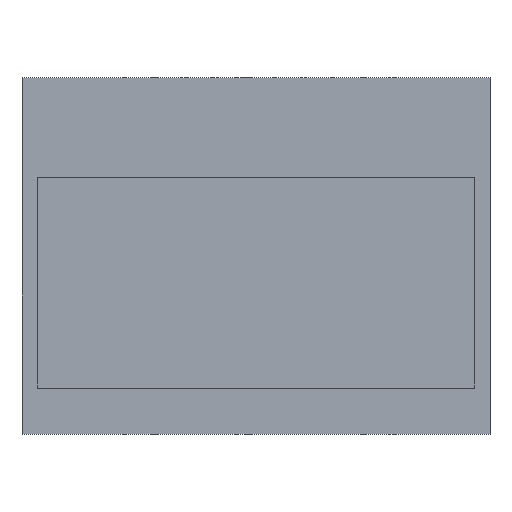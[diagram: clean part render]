
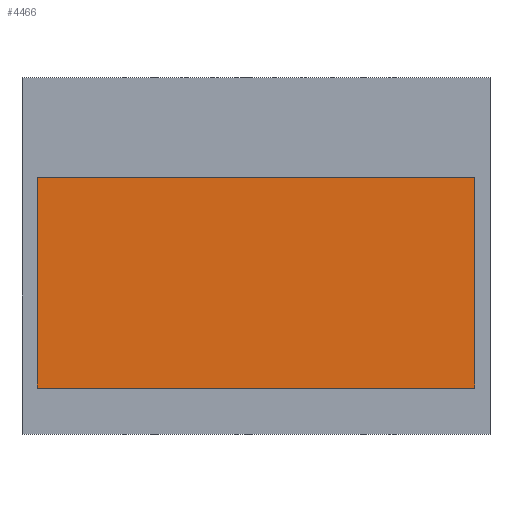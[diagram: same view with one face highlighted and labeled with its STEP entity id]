
A CAD part, top view. The second image highlights one B-rep face of the part: STEP entity #4466.
In plain terms, the highlighted planar face has unit normal (0, 0, 1).
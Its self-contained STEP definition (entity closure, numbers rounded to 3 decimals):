
#4152 = VERTEX_POINT('',#4153);
#4153 = CARTESIAN_POINT('',(-18.7,3.95,1.4));
#4160 = PLANE('',#4161);
#4161 = AXIS2_PLACEMENT_3D('',#4162,#4163,#4164);
#4162 = CARTESIAN_POINT('',(-18.7,3.95,0.7));
#4163 = DIRECTION('',(1.,0.,0.));
#4164 = DIRECTION('',(0.,0.,1.));
#4172 = PLANE('',#4173);
#4173 = AXIS2_PLACEMENT_3D('',#4174,#4175,#4176);
#4174 = CARTESIAN_POINT('',(-18.7,3.95,0.7));
#4175 = DIRECTION('',(0.,1.,0.));
#4176 = DIRECTION('',(0.,0.,1.));
#4213 = VERTEX_POINT('',#4214);
#4214 = CARTESIAN_POINT('',(-18.7,21.95,1.4));
#4228 = PLANE('',#4229);
#4229 = AXIS2_PLACEMENT_3D('',#4230,#4231,#4232);
#4230 = CARTESIAN_POINT('',(-18.7,21.95,0.7));
#4231 = DIRECTION('',(0.,1.,0.));
#4232 = DIRECTION('',(0.,0.,1.));
#4240 = EDGE_CURVE('',#4152,#4213,#4241,.T.);
#4241 = SURFACE_CURVE('',#4242,(#4246,#4253),.PCURVE_S1.);
#4242 = LINE('',#4243,#4244);
#4243 = CARTESIAN_POINT('',(-18.7,3.95,1.4));
#4244 = VECTOR('',#4245,1.);
#4245 = DIRECTION('',(0.,1.,0.));
#4246 = PCURVE('',#4160,#4247);
#4247 = DEFINITIONAL_REPRESENTATION('',(#4248),#4252);
#4248 = LINE('',#4249,#4250);
#4249 = CARTESIAN_POINT('',(0.7,0.));
#4250 = VECTOR('',#4251,1.);
#4251 = DIRECTION('',(0.,-1.));
#4252 = ( GEOMETRIC_REPRESENTATION_CONTEXT(2) 
PARAMETRIC_REPRESENTATION_CONTEXT() REPRESENTATION_CONTEXT('2D SPACE',''
  ) );
#4253 = PCURVE('',#4254,#4259);
#4254 = PLANE('',#4255);
#4255 = AXIS2_PLACEMENT_3D('',#4256,#4257,#4258);
#4256 = CARTESIAN_POINT('',(-18.7,3.95,1.4));
#4257 = DIRECTION('',(0.,0.,1.));
#4258 = DIRECTION('',(1.,0.,0.));
#4259 = DEFINITIONAL_REPRESENTATION('',(#4260),#4264);
#4260 = LINE('',#4261,#4262);
#4261 = CARTESIAN_POINT('',(0.,0.));
#4262 = VECTOR('',#4263,1.);
#4263 = DIRECTION('',(0.,1.));
#4264 = ( GEOMETRIC_REPRESENTATION_CONTEXT(2) 
PARAMETRIC_REPRESENTATION_CONTEXT() REPRESENTATION_CONTEXT('2D SPACE',''
  ) );
#4272 = VERTEX_POINT('',#4273);
#4273 = CARTESIAN_POINT('',(18.7,3.95,1.4));
#4280 = PLANE('',#4281);
#4281 = AXIS2_PLACEMENT_3D('',#4282,#4283,#4284);
#4282 = CARTESIAN_POINT('',(18.7,3.95,0.7));
#4283 = DIRECTION('',(1.,0.,0.));
#4284 = DIRECTION('',(0.,0.,1.));
#4323 = VERTEX_POINT('',#4324);
#4324 = CARTESIAN_POINT('',(18.7,21.95,1.4));
#4345 = EDGE_CURVE('',#4272,#4323,#4346,.T.);
#4346 = SURFACE_CURVE('',#4347,(#4351,#4358),.PCURVE_S1.);
#4347 = LINE('',#4348,#4349);
#4348 = CARTESIAN_POINT('',(18.7,3.95,1.4));
#4349 = VECTOR('',#4350,1.);
#4350 = DIRECTION('',(0.,1.,0.));
#4351 = PCURVE('',#4280,#4352);
#4352 = DEFINITIONAL_REPRESENTATION('',(#4353),#4357);
#4353 = LINE('',#4354,#4355);
#4354 = CARTESIAN_POINT('',(0.7,0.));
#4355 = VECTOR('',#4356,1.);
#4356 = DIRECTION('',(0.,-1.));
#4357 = ( GEOMETRIC_REPRESENTATION_CONTEXT(2) 
PARAMETRIC_REPRESENTATION_CONTEXT() REPRESENTATION_CONTEXT('2D SPACE',''
  ) );
#4358 = PCURVE('',#4254,#4359);
#4359 = DEFINITIONAL_REPRESENTATION('',(#4360),#4364);
#4360 = LINE('',#4361,#4362);
#4361 = CARTESIAN_POINT('',(37.4,0.));
#4362 = VECTOR('',#4363,1.);
#4363 = DIRECTION('',(0.,1.));
#4364 = ( GEOMETRIC_REPRESENTATION_CONTEXT(2) 
PARAMETRIC_REPRESENTATION_CONTEXT() REPRESENTATION_CONTEXT('2D SPACE',''
  ) );
#4391 = EDGE_CURVE('',#4152,#4272,#4392,.T.);
#4392 = SURFACE_CURVE('',#4393,(#4397,#4404),.PCURVE_S1.);
#4393 = LINE('',#4394,#4395);
#4394 = CARTESIAN_POINT('',(-18.7,3.95,1.4));
#4395 = VECTOR('',#4396,1.);
#4396 = DIRECTION('',(1.,0.,0.));
#4397 = PCURVE('',#4172,#4398);
#4398 = DEFINITIONAL_REPRESENTATION('',(#4399),#4403);
#4399 = LINE('',#4400,#4401);
#4400 = CARTESIAN_POINT('',(0.7,0.));
#4401 = VECTOR('',#4402,1.);
#4402 = DIRECTION('',(0.,1.));
#4403 = ( GEOMETRIC_REPRESENTATION_CONTEXT(2) 
PARAMETRIC_REPRESENTATION_CONTEXT() REPRESENTATION_CONTEXT('2D SPACE',''
  ) );
#4404 = PCURVE('',#4254,#4405);
#4405 = DEFINITIONAL_REPRESENTATION('',(#4406),#4410);
#4406 = LINE('',#4407,#4408);
#4407 = CARTESIAN_POINT('',(0.,0.));
#4408 = VECTOR('',#4409,1.);
#4409 = DIRECTION('',(1.,0.));
#4410 = ( GEOMETRIC_REPRESENTATION_CONTEXT(2) 
PARAMETRIC_REPRESENTATION_CONTEXT() REPRESENTATION_CONTEXT('2D SPACE',''
  ) );
#4438 = EDGE_CURVE('',#4213,#4323,#4439,.T.);
#4439 = SURFACE_CURVE('',#4440,(#4444,#4451),.PCURVE_S1.);
#4440 = LINE('',#4441,#4442);
#4441 = CARTESIAN_POINT('',(-18.7,21.95,1.4));
#4442 = VECTOR('',#4443,1.);
#4443 = DIRECTION('',(1.,0.,0.));
#4444 = PCURVE('',#4228,#4445);
#4445 = DEFINITIONAL_REPRESENTATION('',(#4446),#4450);
#4446 = LINE('',#4447,#4448);
#4447 = CARTESIAN_POINT('',(0.7,0.));
#4448 = VECTOR('',#4449,1.);
#4449 = DIRECTION('',(0.,1.));
#4450 = ( GEOMETRIC_REPRESENTATION_CONTEXT(2) 
PARAMETRIC_REPRESENTATION_CONTEXT() REPRESENTATION_CONTEXT('2D SPACE',''
  ) );
#4451 = PCURVE('',#4254,#4452);
#4452 = DEFINITIONAL_REPRESENTATION('',(#4453),#4457);
#4453 = LINE('',#4454,#4455);
#4454 = CARTESIAN_POINT('',(0.,18.));
#4455 = VECTOR('',#4456,1.);
#4456 = DIRECTION('',(1.,0.));
#4457 = ( GEOMETRIC_REPRESENTATION_CONTEXT(2) 
PARAMETRIC_REPRESENTATION_CONTEXT() REPRESENTATION_CONTEXT('2D SPACE',''
  ) );
#4466 = ADVANCED_FACE('',(#4467),#4254,.T.);
#4467 = FACE_BOUND('',#4468,.T.);
#4468 = EDGE_LOOP('',(#4469,#4470,#4471,#4472));
#4469 = ORIENTED_EDGE('',*,*,#4240,.F.);
#4470 = ORIENTED_EDGE('',*,*,#4391,.T.);
#4471 = ORIENTED_EDGE('',*,*,#4345,.T.);
#4472 = ORIENTED_EDGE('',*,*,#4438,.F.);
